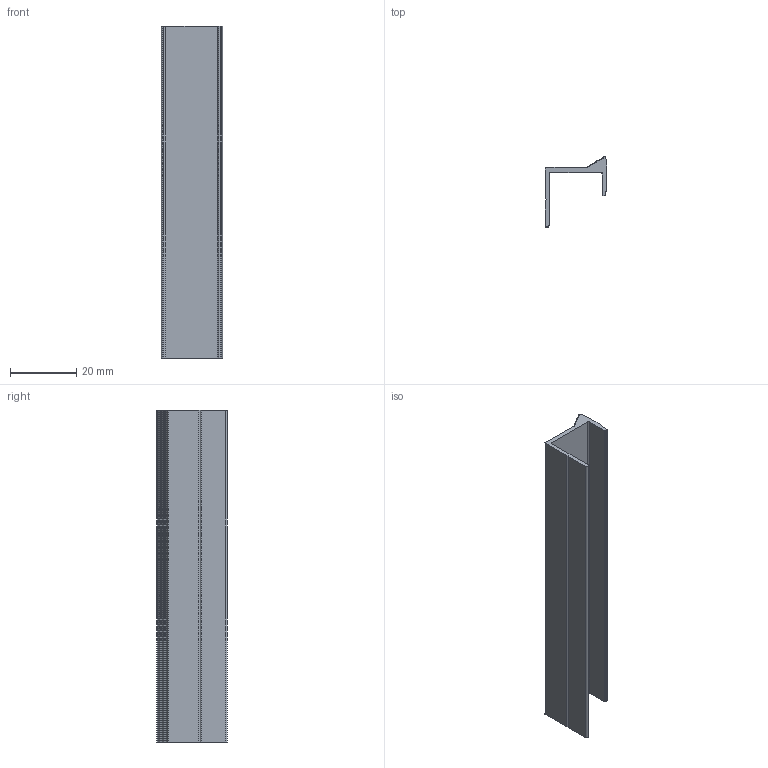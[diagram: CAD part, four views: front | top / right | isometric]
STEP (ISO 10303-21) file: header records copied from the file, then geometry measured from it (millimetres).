
FILE_DESCRIPTION (( 'STEP AP214' ), '1' );
FILE_NAME ('Perfil Visê.STEP', '2019-02-01T17:48:21', ( '' ), ( '' ), 'SwSTEP 2.0', 'SolidWorks 2018', '' );
FILE_SCHEMA (( 'AUTOMOTIVE_DESIGN' ));
Length unit declared in the file: millimetre
Products named in the file (1): Perfil Visê
Bounding box: 18.66 x 21.21 x 100 mm (x, y, z)
Volume: 6694.7 mm3; surface area: 9216.1 mm2
Topology: 1 solids, 1 shells, 53 faces, 153 edges, 102 vertices
Faces by surface type: plane 28, cylinder 25
Entity records: 1791 total; most frequent: DIRECTION 311, CARTESIAN_POINT 309, ORIENTED_EDGE 306, EDGE_CURVE 153, AXIS2_PLACEMENT_3D 104, LINE 103, VECTOR 103, VERTEX_POINT 102
